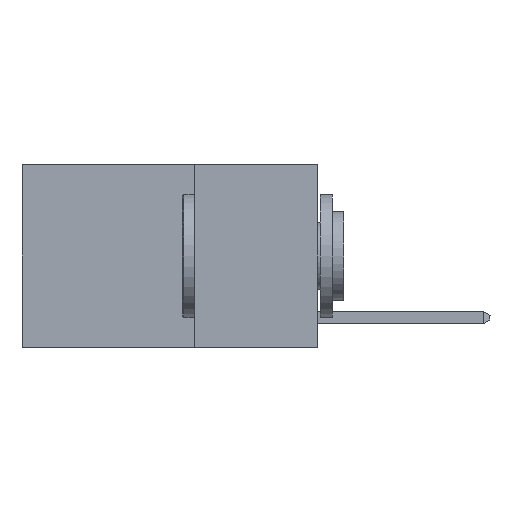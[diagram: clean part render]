
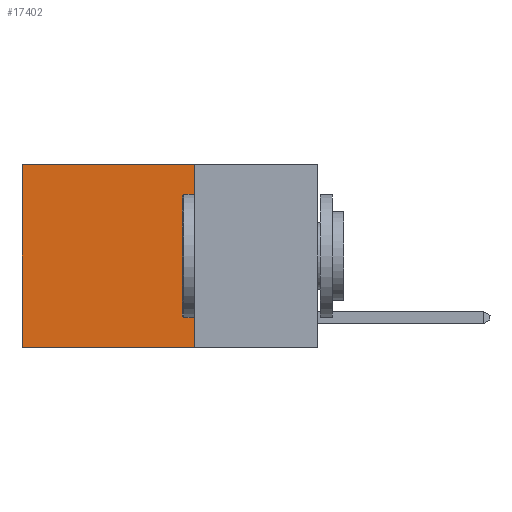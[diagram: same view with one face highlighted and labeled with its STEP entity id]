
A CAD part, left-side view. The second image highlights one B-rep face of the part: STEP entity #17402.
In plain terms, the highlighted planar face has unit normal (-1, 0, 0).
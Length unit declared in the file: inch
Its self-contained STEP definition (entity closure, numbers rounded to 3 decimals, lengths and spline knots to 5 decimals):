
#1164 = LINE ( 'NONE', #21921, #27855 ) ;
#2119 = CARTESIAN_POINT ( 'NONE',  ( 0.2625, 0.25, -0.37 ) ) ;
#3948 = EDGE_CURVE ( 'NONE', #16448, #12375, #1164, .T. ) ;
#4844 = DIRECTION ( 'NONE',  ( 0., 0., -1. ) ) ;
#7488 = VERTEX_POINT ( 'NONE', #25199 ) ;
#8135 = CARTESIAN_POINT ( 'NONE',  ( 0.2625, 0.25, 0. ) ) ;
#8198 = CARTESIAN_POINT ( 'NONE',  ( 0.2625, 0.6, -0.37 ) ) ;
#8230 = LINE ( 'NONE', #20435, #13386 ) ;
#8868 = FACE_OUTER_BOUND ( 'NONE', #24630, .T. ) ;
#12375 = VERTEX_POINT ( 'NONE', #8198 ) ;
#13192 = DIRECTION ( 'NONE',  ( 0., 1., 0. ) ) ;
#13386 = VECTOR ( 'NONE', #20532, 39.37008 ) ;
#13435 = EDGE_CURVE ( 'NONE', #7488, #12375, #25687, .T. ) ;
#13509 = DIRECTION ( 'NONE',  ( 0., 1., 0. ) ) ;
#15689 = DIRECTION ( 'NONE',  ( 1., 0., 0. ) ) ;
#15784 = PLANE ( 'NONE',  #22067 ) ;
#16448 = VERTEX_POINT ( 'NONE', #2119 ) ;
#16881 = EDGE_CURVE ( 'NONE', #21153, #7488, #18571, .T. ) ;
#17126 = ORIENTED_EDGE ( 'NONE', *, *, #13435, .T. ) ;
#17402 = ADVANCED_FACE ( 'NONE', ( #8868 ), #15784, .F. ) ;
#18465 = ORIENTED_EDGE ( 'NONE', *, *, #3948, .F. ) ;
#18571 = LINE ( 'NONE', #8135, #21003 ) ;
#19783 = VECTOR ( 'NONE', #22200, 39.37008 ) ;
#19981 = ORIENTED_EDGE ( 'NONE', *, *, #21238, .F. ) ;
#20044 = CARTESIAN_POINT ( 'NONE',  ( 0.2625, 0.25, 0. ) ) ;
#20435 = CARTESIAN_POINT ( 'NONE',  ( 0.2625, 0.25, 0. ) ) ;
#20532 = DIRECTION ( 'NONE',  ( 0., 0., -1. ) ) ;
#21003 = VECTOR ( 'NONE', #13509, 39.37008 ) ;
#21150 = ORIENTED_EDGE ( 'NONE', *, *, #16881, .T. ) ;
#21153 = VERTEX_POINT ( 'NONE', #20044 ) ;
#21238 = EDGE_CURVE ( 'NONE', #21153, #16448, #8230, .T. ) ;
#21921 = CARTESIAN_POINT ( 'NONE',  ( 0.2625, 0.25, -0.37 ) ) ;
#22067 = AXIS2_PLACEMENT_3D ( 'NONE', #24826, #15689, #4844 ) ;
#22200 = DIRECTION ( 'NONE',  ( 0., 0., -1. ) ) ;
#24321 = CARTESIAN_POINT ( 'NONE',  ( 0.2625, 0.6, 0. ) ) ;
#24630 = EDGE_LOOP ( 'NONE', ( #17126, #18465, #19981, #21150 ) ) ;
#24826 = CARTESIAN_POINT ( 'NONE',  ( 0.2625, 0.25, 0. ) ) ;
#25199 = CARTESIAN_POINT ( 'NONE',  ( 0.2625, 0.6, 0. ) ) ;
#25687 = LINE ( 'NONE', #24321, #19783 ) ;
#27855 = VECTOR ( 'NONE', #13192, 39.37008 ) ;
